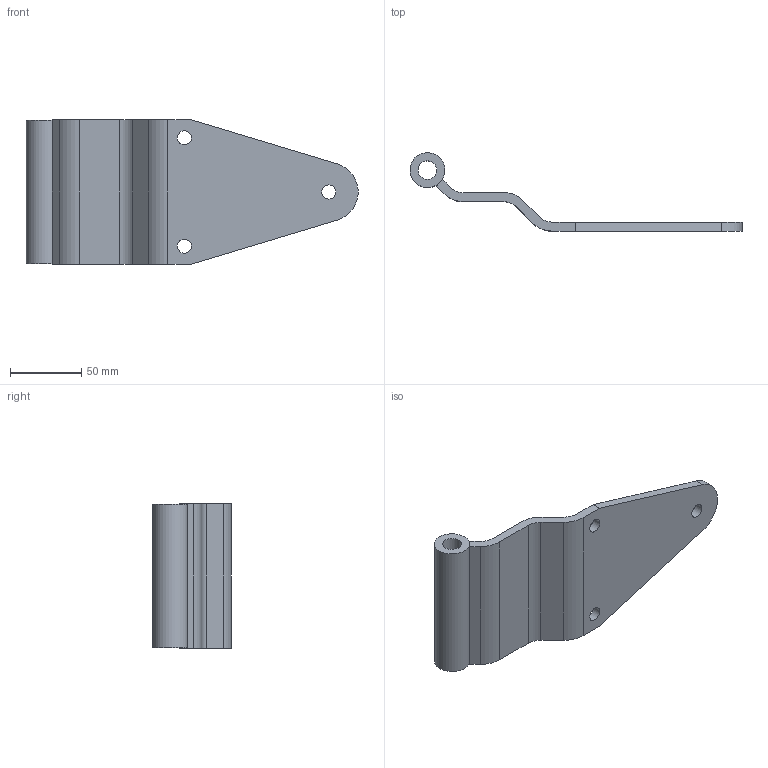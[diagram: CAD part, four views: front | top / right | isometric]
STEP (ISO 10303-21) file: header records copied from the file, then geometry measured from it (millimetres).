
FILE_DESCRIPTION((''),'2;1');
FILE_NAME('31-5897-50.stp','2012-09-14T10:34:10',('fredp'),(''),'Autodesk Inventor 2012','Autodesk Inventor 2012','');
FILE_SCHEMA(('AUTOMOTIVE_DESIGN { 1 0 10303 214 1 1 1 1 }'));
Length unit declared in the file: inch
Products named in the file (1): 31-5897-50
Bounding box: 233.64 x 55.12 x 101.6 mm (x, y, z)
Volume: 149789.5 mm3; surface area: 53508.4 mm2
Topology: 2 solids, 2 shells, 44 faces, 111 edges, 74 vertices
Faces by surface type: plane 30, cylinder 14
Full cylindrical faces by diameter (mm): 9.906 x3, 13.208 x1, 20.498 x1, 22.53 x1, 24.575 x1
Entity records: 1381 total; most frequent: CARTESIAN_POINT 223, DIRECTION 222, ORIENTED_EDGE 208, EDGE_CURVE 104, VECTOR 76, LINE 76, VERTEX_POINT 74, AXIS2_PLACEMENT_3D 73
